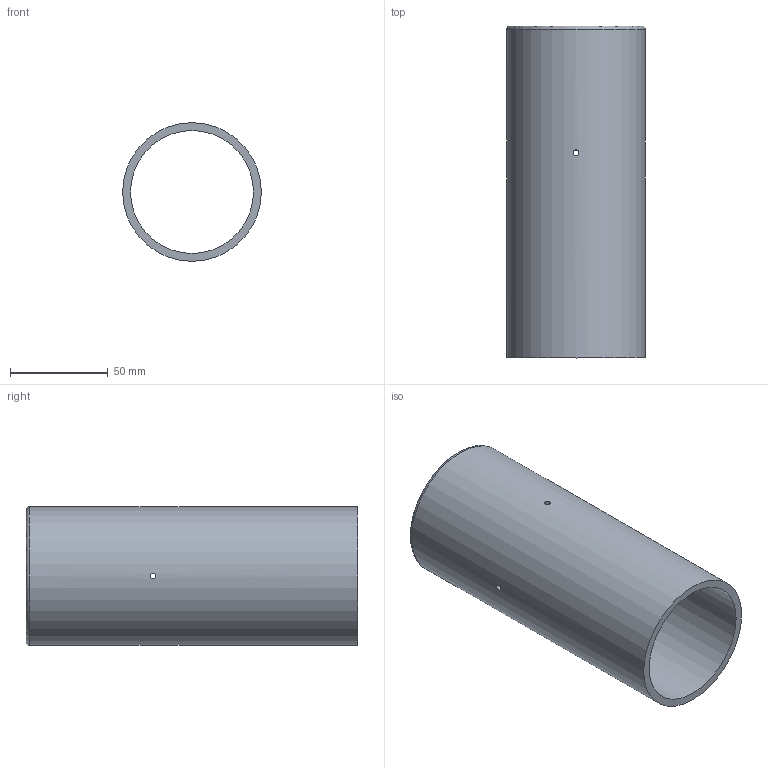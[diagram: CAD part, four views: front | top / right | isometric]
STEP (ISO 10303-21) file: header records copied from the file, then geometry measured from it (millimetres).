
FILE_DESCRIPTION(/* description */ (''),/* implementation_level */ '2;1');
FILE_NAME(/* name */ 'Röhre v6.step',/* time_stamp */ '2018-07-26T21:21:11+02:00',/* author */ ('phil.hergesell'),/* organization */ (''),/* preprocessor_version */ 'ST-DEVELOPER v17',/* originating_system */ 'Autodesk Translation Framework v7.1.0.215',/* authorisation */ '');
FILE_SCHEMA (('AUTOMOTIVE_DESIGN { 1 0 10303 214 3 1 1 }'));
Length unit declared in the file: millimetre
Products named in the file (1): Röhre
Bounding box: 71 x 170 x 71 mm (x, y, z)
Volume: 142516 mm3; surface area: 72949.2 mm2
Topology: 1 solids, 1 shells, 9 faces, 39 edges, 29 vertices
Faces by surface type: cylinder 6, torus 2, plane 1
Full cylindrical faces by diameter (mm): 3 x4, 63 x1, 71 x1
Entity records: 705 total; most frequent: CARTESIAN_POINT 354, ORIENTED_EDGE 78, DIRECTION 50, EDGE_CURVE 39, VERTEX_POINT 29, AXIS2_PLACEMENT_3D 21, B_SPLINE_CURVE_WITH_KNOTS 20, EDGE_LOOP 16
